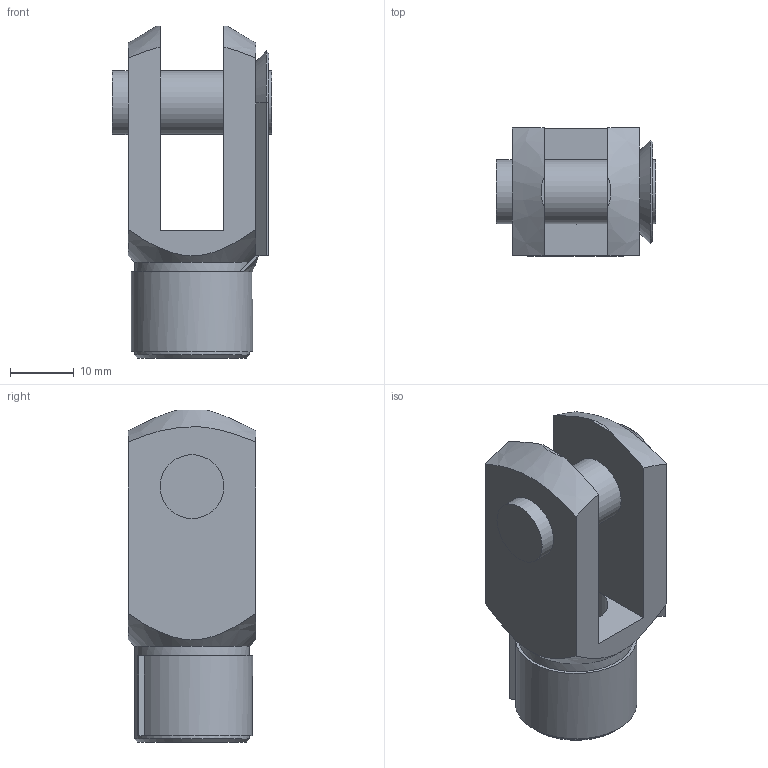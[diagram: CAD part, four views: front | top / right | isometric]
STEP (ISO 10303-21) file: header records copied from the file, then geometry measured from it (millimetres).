
FILE_DESCRIPTION((''),'2;1');
FILE_NAME('1320_32_13_1F.stp','2006-07-10T16:03:53',('rivolro1'),(''),'Autodesk Inventor 11','Autodesk Inventor 11','');
FILE_SCHEMA(('AUTOMOTIVE_DESIGN { 1 0 10303 214 1 1 1 1 }'));
Length unit declared in the file: millimetre
Products named in the file (1): 1320_32_13_1F
Bounding box: 25 x 20 x 52 mm (x, y, z)
Volume: 11685 mm3; surface area: 6198.8 mm2
Topology: 1 solids, 1 shells, 53 faces, 134 edges, 82 vertices
Faces by surface type: plane 35, cylinder 7, cone 7, bspline 4
Full cylindrical faces by diameter (mm): 10 x3, 18 x1
Entity records: 1593 total; most frequent: CARTESIAN_POINT 382, ORIENTED_EDGE 246, DIRECTION 236, EDGE_CURVE 123, AXIS2_PLACEMENT_3D 81, VERTEX_POINT 80, VECTOR 74, LINE 74
